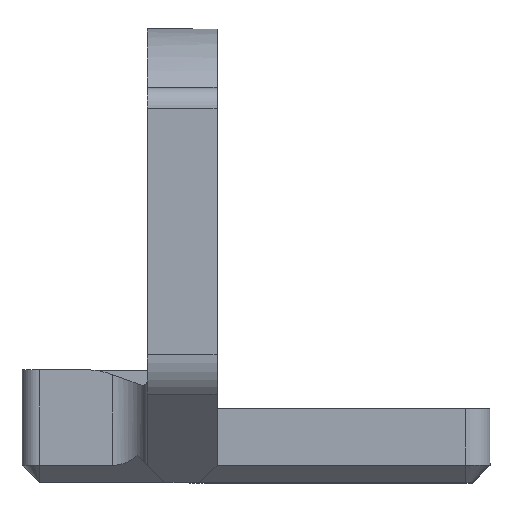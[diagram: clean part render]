
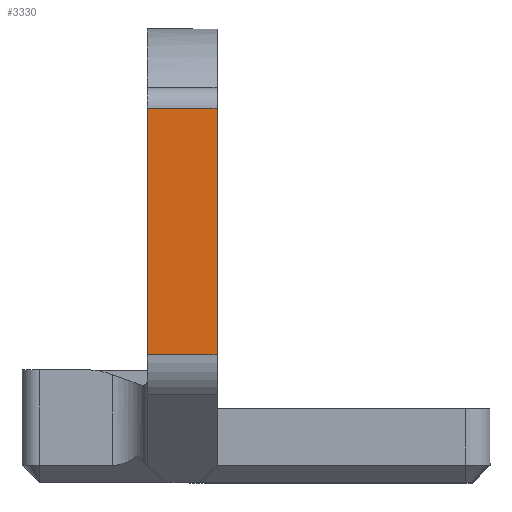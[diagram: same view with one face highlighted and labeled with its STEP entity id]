
A CAD part, top view. The second image highlights one B-rep face of the part: STEP entity #3330.
In plain terms, the highlighted planar face has unit normal (0, 0, 1).
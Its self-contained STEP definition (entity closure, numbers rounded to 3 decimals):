
#172=FACE_OUTER_BOUND('',#372,.T.);
#372=EDGE_LOOP('',(#2233,#2234,#2235,#2236));
#703=LINE('',#4807,#1041);
#714=LINE('',#4891,#1052);
#716=LINE('',#4897,#1054);
#717=LINE('',#4898,#1055);
#1041=VECTOR('',#3849,10.);
#1052=VECTOR('',#3880,10.);
#1054=VECTOR('',#3886,10.);
#1055=VECTOR('',#3887,10.);
#1379=VERTEX_POINT('',#4805);
#1380=VERTEX_POINT('',#4806);
#1402=VERTEX_POINT('',#4890);
#1404=VERTEX_POINT('',#4896);
#1698=EDGE_CURVE('',#1379,#1380,#703,.T.);
#1721=EDGE_CURVE('',#1379,#1402,#714,.T.);
#1724=EDGE_CURVE('',#1404,#1380,#716,.T.);
#1725=EDGE_CURVE('',#1402,#1404,#717,.T.);
#2233=ORIENTED_EDGE('',*,*,#1721,.F.);
#2234=ORIENTED_EDGE('',*,*,#1698,.T.);
#2235=ORIENTED_EDGE('',*,*,#1724,.F.);
#2236=ORIENTED_EDGE('',*,*,#1725,.F.);
#3223=PLANE('',#3548);
#3330=ADVANCED_FACE('',(#172),#3223,.T.);
#3548=AXIS2_PLACEMENT_3D('',#4895,#3884,#3885);
#3849=DIRECTION('',(0.,-1.,0.));
#3880=DIRECTION('',(1.,0.,0.));
#3884=DIRECTION('center_axis',(0.,0.,
1.));
#3885=DIRECTION('ref_axis',(0.,1.,0.));
#3886=DIRECTION('',(-1.,0.,0.));
#3887=DIRECTION('',(0.,-1.,0.));
#4805=CARTESIAN_POINT('',(-134.29,14.825,86.772));
#4806=CARTESIAN_POINT('',(-134.29,-20.561,86.772));
#4807=CARTESIAN_POINT('',(-134.29,-26.675,86.772));
#4890=CARTESIAN_POINT('',(-124.29,14.825,86.772));
#4891=CARTESIAN_POINT('',(-124.29,14.825,86.772));
#4895=CARTESIAN_POINT('Origin',(-124.29,-26.675,86.772));
#4896=CARTESIAN_POINT('',(-124.29,-20.561,86.772));
#4897=CARTESIAN_POINT('',(-121.266,-20.561,86.772));
#4898=CARTESIAN_POINT('',(-124.29,-26.675,86.772));
